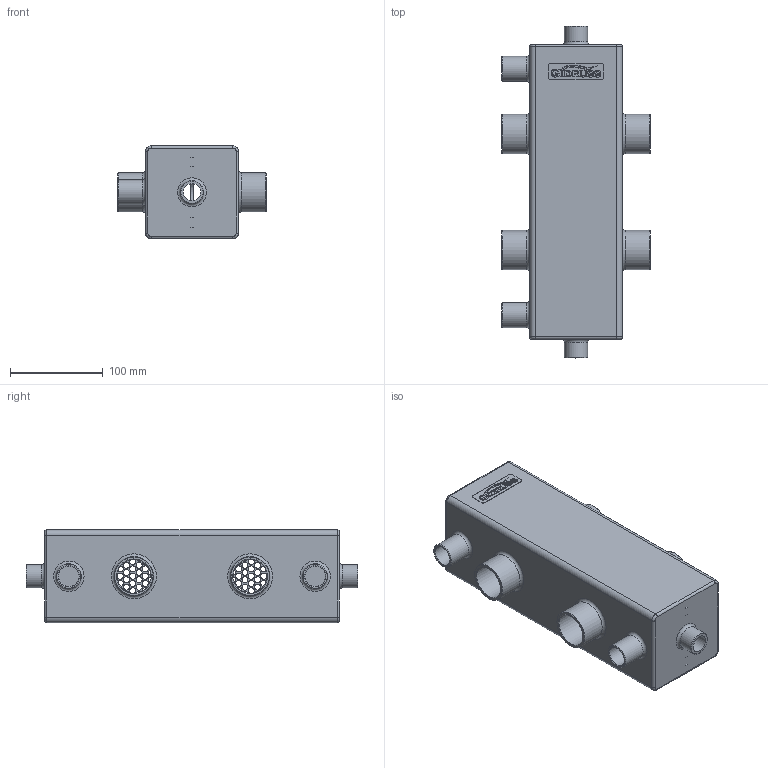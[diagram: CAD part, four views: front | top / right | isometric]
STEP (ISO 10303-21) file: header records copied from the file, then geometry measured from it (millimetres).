
FILE_DESCRIPTION(('STEP AP203'), '1');
FILE_NAME('GR-100-32.05', '', ('UNSPECIFIED'), ('UNSPECIFIED'), 'ASCON STEP Converter 1.6', 'ASCON Math Kernel', '');
FILE_SCHEMA(('CONFIG_CONTROL_DESIGN'));
Length unit declared in the file: millimetre
Bounding box: 160 x 357.01 x 100.55 mm (x, y, z)
Volume: 507614 mm3; surface area: 359999.1 mm2
Topology: 1 solids, 1 shells, 628 faces, 1768 edges, 1162 vertices
Faces by surface type: cylinder 257, bspline 171, plane 160, cone 24, torus 16
Full cylindrical faces by diameter (mm): 6.5 x210, 18.632 x2, 22 x2, 24 x2, 25 x4, 26.8 x2, 36.3 x4, 40 x4, 42.3 x4
Entity records: 29184 total; most frequent: CARTESIAN_POINT 8970, ORIENTED_EDGE 3004, DIRECTION 2500, EDGE_CURVE 1502, EDGE_LOOP 1370, VERTEX_POINT 1162, AXIS2_PLACEMENT_3D 1024, FACE_BOUND 866
